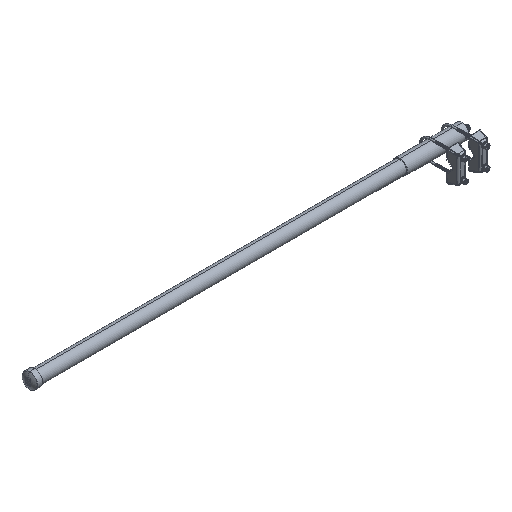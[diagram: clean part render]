
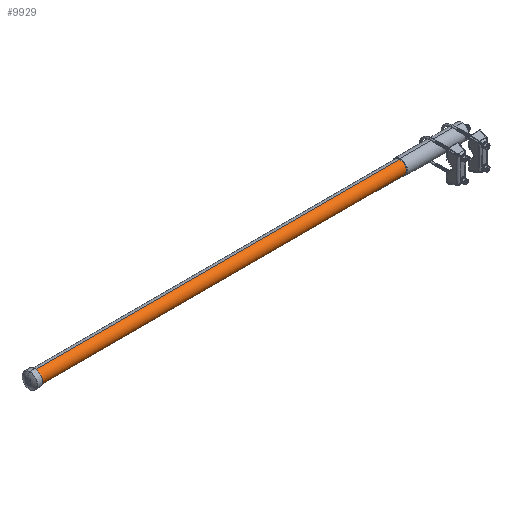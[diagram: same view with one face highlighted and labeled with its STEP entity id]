
A CAD part, isometric view. The second image highlights one B-rep face of the part: STEP entity #9929.
In plain terms, the highlighted cylindrical face has radius 19.177 mm (diameter 38.354 mm), a partial arc.
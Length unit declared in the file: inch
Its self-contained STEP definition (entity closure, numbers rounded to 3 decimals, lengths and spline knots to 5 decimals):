
#136 = EDGE_CURVE ( 'NONE', #30681, #30690, #32633, .T. ) ;
#142 = EDGE_CURVE ( 'NONE', #30681, #30692, #32638, .T. ) ;
#144 = EDGE_CURVE ( 'NONE', #30690, #30691, #32639, .T. ) ;
#148 = EDGE_CURVE ( 'NONE', #30692, #30691, #32645, .T. ) ;
#8426 = CARTESIAN_POINT ( 'NONE',  ( -49.065, 0., 0. ) ) ;
#8427 = DIRECTION ( 'NONE',  ( 1., 0., 0. ) ) ;
#8428 = DIRECTION ( 'NONE',  ( 0., 0., -1. ) ) ;
#8429 = DIRECTION ( 'NONE',  ( 1., 0., 0. ) ) ;
#8433 = DIRECTION ( 'NONE',  ( 1., 0., 0. ) ) ;
#8440 = CARTESIAN_POINT ( 'NONE',  ( 8.51438, 0., 0.755 ) ) ;
#8444 = CARTESIAN_POINT ( 'NONE',  ( 8.51438, 0., -0.755 ) ) ;
#8454 = CARTESIAN_POINT ( 'NONE',  ( -7.165, 0., 0. ) ) ;
#8455 = DIRECTION ( 'NONE',  ( 1., 0., 0. ) ) ;
#8456 = DIRECTION ( 'NONE',  ( 0., 0., -1. ) ) ;
#9929 = ADVANCED_FACE ( 'NONE', ( #44784 ), #44790, .T. ) ;
#17204 = EDGE_LOOP ( 'NONE', ( #19310, #19311, #19312, #19313 ) ) ;
#19310 = ORIENTED_EDGE ( 'NONE', *, *, #142, .F. ) ;
#19311 = ORIENTED_EDGE ( 'NONE', *, *, #136, .T. ) ;
#19312 = ORIENTED_EDGE ( 'NONE', *, *, #144, .T. ) ;
#19313 = ORIENTED_EDGE ( 'NONE', *, *, #148, .F. ) ;
#24443 = CARTESIAN_POINT ( 'NONE',  ( -49.065, 0., 0.755 ) ) ;
#24458 = CARTESIAN_POINT ( 'NONE',  ( -49.065, 0., -0.755 ) ) ;
#24460 = CARTESIAN_POINT ( 'NONE',  ( -7.165, 0., -0.755 ) ) ;
#24461 = CARTESIAN_POINT ( 'NONE',  ( -7.165, 0., 0.755 ) ) ;
#30681 = VERTEX_POINT ( 'NONE', #24443 ) ;
#30690 = VERTEX_POINT ( 'NONE', #24458 ) ;
#30691 = VERTEX_POINT ( 'NONE', #24460 ) ;
#30692 = VERTEX_POINT ( 'NONE', #24461 ) ;
#32633 = CIRCLE ( 'NONE', #33174, 0.755 ) ;
#32638 = LINE ( 'NONE', #8440, #32641 ) ;
#32639 = LINE ( 'NONE', #8444, #32644 ) ;
#32641 = VECTOR ( 'NONE', #8429, 39.37008 ) ;
#32644 = VECTOR ( 'NONE', #8433, 39.37008 ) ;
#32645 = CIRCLE ( 'NONE', #33182, 0.755 ) ;
#33174 = AXIS2_PLACEMENT_3D ( 'NONE', #8426, #8427, #8428 ) ;
#33182 = AXIS2_PLACEMENT_3D ( 'NONE', #8454, #8455, #8456 ) ;
#43831 = AXIS2_PLACEMENT_3D ( 'NONE', #45105, #45106, #45115 ) ;
#44784 = FACE_OUTER_BOUND ( 'NONE', #17204, .T. ) ;
#44790 = CYLINDRICAL_SURFACE ( 'NONE', #43831, 0.755 ) ;
#45105 = CARTESIAN_POINT ( 'NONE',  ( 8.51438, 0., 0. ) ) ;
#45106 = DIRECTION ( 'NONE',  ( 1., 0., 0. ) ) ;
#45115 = DIRECTION ( 'NONE',  ( 0., 0., -1. ) ) ;
